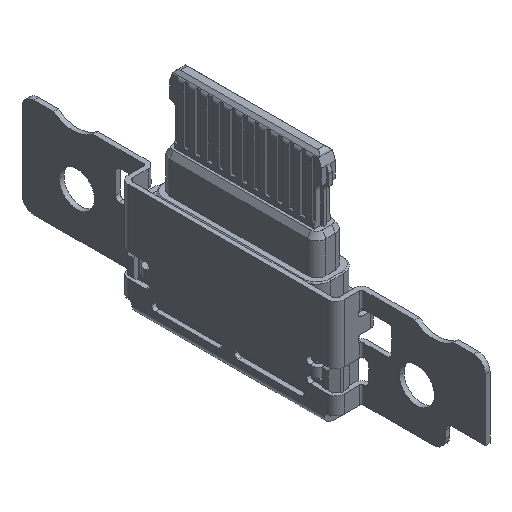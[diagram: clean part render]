
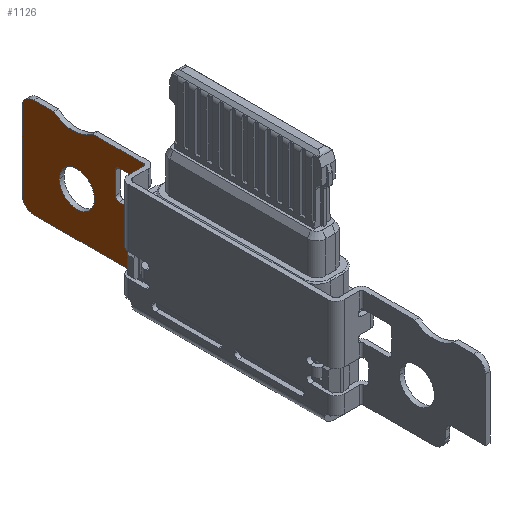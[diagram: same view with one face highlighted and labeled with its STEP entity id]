
A CAD part, isometric view. The second image highlights one B-rep face of the part: STEP entity #1126.
In plain terms, the highlighted planar face has unit normal (-1, 0, 0).
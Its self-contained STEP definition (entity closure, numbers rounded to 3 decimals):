
#481=FACE_BOUND('',#3474,.T.);
#482=FACE_BOUND('',#3475,.T.);
#1126=ADVANCED_FACE('',(#481,#482),#1867,.F.);
#1867=PLANE('',#17738);
#3474=EDGE_LOOP('',(#7771,#7772,#7773,#7774,#7775,#7776,#7777,#7778,#7779,
#7780,#7781,#7782,#7783,#7784,#7785,#7786,#7787,#7788,#7789,#7790));
#3475=EDGE_LOOP('',(#7791,#7792));
#3935=CIRCLE('',#17716,1.3);
#3945=CIRCLE('',#17728,0.75);
#3946=CIRCLE('',#17730,0.75);
#3947=CIRCLE('',#17732,0.15);
#3948=CIRCLE('',#17733,0.15);
#3949=CIRCLE('',#17734,0.15);
#3950=CIRCLE('',#17735,0.15);
#3951=CIRCLE('',#17736,0.5);
#3952=CIRCLE('',#17737,0.5);
#7771=ORIENTED_EDGE('',*,*,#12507,.T.);
#7772=ORIENTED_EDGE('',*,*,#12508,.T.);
#7773=ORIENTED_EDGE('',*,*,#12509,.T.);
#7774=ORIENTED_EDGE('',*,*,#12510,.T.);
#7775=ORIENTED_EDGE('',*,*,#12511,.T.);
#7776=ORIENTED_EDGE('',*,*,#12455,.F.);
#7777=ORIENTED_EDGE('',*,*,#12512,.T.);
#7778=ORIENTED_EDGE('',*,*,#12513,.T.);
#7779=ORIENTED_EDGE('',*,*,#12514,.F.);
#7780=ORIENTED_EDGE('',*,*,#12515,.T.);
#7781=ORIENTED_EDGE('',*,*,#12516,.T.);
#7782=ORIENTED_EDGE('',*,*,#12517,.F.);
#7783=ORIENTED_EDGE('',*,*,#12463,.T.);
#7784=ORIENTED_EDGE('',*,*,#12483,.F.);
#7785=ORIENTED_EDGE('',*,*,#12461,.T.);
#7786=ORIENTED_EDGE('',*,*,#12518,.T.);
#7787=ORIENTED_EDGE('',*,*,#12519,.T.);
#7788=ORIENTED_EDGE('',*,*,#12520,.T.);
#7789=ORIENTED_EDGE('',*,*,#12521,.T.);
#7790=ORIENTED_EDGE('',*,*,#12522,.F.);
#7791=ORIENTED_EDGE('',*,*,#12506,.F.);
#7792=ORIENTED_EDGE('',*,*,#12504,.F.);
#10233=VERTEX_POINT('',#26854);
#10234=VERTEX_POINT('',#26855);
#10238=VERTEX_POINT('',#26872);
#10239=VERTEX_POINT('',#26874);
#10240=VERTEX_POINT('',#26878);
#10241=VERTEX_POINT('',#26879);
#10272=VERTEX_POINT('',#26954);
#10273=VERTEX_POINT('',#26956);
#10274=VERTEX_POINT('',#26962);
#10275=VERTEX_POINT('',#26963);
#10276=VERTEX_POINT('',#26965);
#10277=VERTEX_POINT('',#26967);
#10278=VERTEX_POINT('',#26969);
#10279=VERTEX_POINT('',#26972);
#10280=VERTEX_POINT('',#26974);
#10281=VERTEX_POINT('',#26976);
#10282=VERTEX_POINT('',#26978);
#10283=VERTEX_POINT('',#26980);
#10284=VERTEX_POINT('',#26983);
#10285=VERTEX_POINT('',#26985);
#10286=VERTEX_POINT('',#26987);
#10287=VERTEX_POINT('',#26989);
#12455=EDGE_CURVE('',#10233,#10234,#14530,.T.);
#12461=EDGE_CURVE('',#10239,#10238,#14533,.T.);
#12463=EDGE_CURVE('',#10240,#10241,#14535,.T.);
#12483=EDGE_CURVE('',#10239,#10241,#3935,.T.);
#12504=EDGE_CURVE('',#10272,#10273,#3945,.T.);
#12506=EDGE_CURVE('',#10273,#10272,#3946,.T.);
#12507=EDGE_CURVE('',#10274,#10275,#14559,.T.);
#12508=EDGE_CURVE('',#10275,#10276,#3947,.T.);
#12509=EDGE_CURVE('',#10276,#10277,#14560,.T.);
#12510=EDGE_CURVE('',#10277,#10278,#3948,.T.);
#12511=EDGE_CURVE('',#10278,#10234,#14561,.T.);
#12512=EDGE_CURVE('',#10233,#10279,#14562,.T.);
#12513=EDGE_CURVE('',#10279,#10280,#3949,.T.);
#12514=EDGE_CURVE('',#10281,#10280,#14563,.T.);
#12515=EDGE_CURVE('',#10281,#10282,#3950,.T.);
#12516=EDGE_CURVE('',#10282,#10283,#14564,.T.);
#12517=EDGE_CURVE('',#10240,#10283,#14565,.T.);
#12518=EDGE_CURVE('',#10238,#10284,#3951,.T.);
#12519=EDGE_CURVE('',#10284,#10285,#14566,.T.);
#12520=EDGE_CURVE('',#10285,#10286,#3952,.T.);
#12521=EDGE_CURVE('',#10286,#10287,#14567,.T.);
#12522=EDGE_CURVE('',#10274,#10287,#14568,.T.);
#14530=LINE('',#26853,#16404);
#14533=LINE('',#26873,#16407);
#14535=LINE('',#26877,#16409);
#14559=LINE('',#26961,#16433);
#14560=LINE('',#26966,#16434);
#14561=LINE('',#26970,#16435);
#14562=LINE('',#26971,#16436);
#14563=LINE('',#26975,#16437);
#14564=LINE('',#26979,#16438);
#14565=LINE('',#26981,#16439);
#14566=LINE('',#26984,#16440);
#14567=LINE('',#26988,#16441);
#14568=LINE('',#26990,#16442);
#16404=VECTOR('',#21392,1.);
#16407=VECTOR('',#21401,1.);
#16409=VECTOR('',#21405,1.);
#16433=VECTOR('',#21481,1.);
#16434=VECTOR('',#21484,1.);
#16435=VECTOR('',#21487,1.);
#16436=VECTOR('',#21488,1.);
#16437=VECTOR('',#21491,1.);
#16438=VECTOR('',#21494,1.);
#16439=VECTOR('',#21495,1.);
#16440=VECTOR('',#21498,1.);
#16441=VECTOR('',#21501,1.);
#16442=VECTOR('',#21502,1.);
#17716=AXIS2_PLACEMENT_3D('',#26915,#21437,#21438);
#17728=AXIS2_PLACEMENT_3D('',#26955,#21472,#21473);
#17730=AXIS2_PLACEMENT_3D('',#26959,#21477,#21478);
#17732=AXIS2_PLACEMENT_3D('',#26964,#21482,#21483);
#17733=AXIS2_PLACEMENT_3D('',#26968,#21485,#21486);
#17734=AXIS2_PLACEMENT_3D('',#26973,#21489,#21490);
#17735=AXIS2_PLACEMENT_3D('',#26977,#21492,#21493);
#17736=AXIS2_PLACEMENT_3D('',#26982,#21496,#21497);
#17737=AXIS2_PLACEMENT_3D('',#26986,#21499,#21500);
#17738=AXIS2_PLACEMENT_3D('',#26991,#21503,#21504);
#21392=DIRECTION('',(0.,0.,-1.));
#21401=DIRECTION('',(0.,1.,0.));
#21405=DIRECTION('',(0.,1.,0.));
#21437=DIRECTION('',(-1.,0.,0.));
#21438=DIRECTION('',(0.,0.639,-0.769));
#21472=DIRECTION('',(-1.,0.,0.));
#21473=DIRECTION('',(0.,-1.,0.));
#21477=DIRECTION('',(-1.,0.,0.));
#21478=DIRECTION('',(0.,1.,0.));
#21481=DIRECTION('',(0.,1.,0.));
#21482=DIRECTION('',(1.,0.,0.));
#21483=DIRECTION('',(0.,0.,-1.));
#21484=DIRECTION('',(0.,0.,1.));
#21485=DIRECTION('',(1.,0.,0.));
#21486=DIRECTION('',(0.,0.,-1.));
#21487=DIRECTION('',(0.,-1.,0.));
#21488=DIRECTION('',(0.,1.,0.));
#21489=DIRECTION('',(1.,0.,0.));
#21490=DIRECTION('',(0.,0.,-1.));
#21491=DIRECTION('',(0.,0.,-1.));
#21492=DIRECTION('',(1.,0.,0.));
#21493=DIRECTION('',(0.,1.,0.));
#21494=DIRECTION('',(0.,-1.,0.));
#21495=DIRECTION('',(0.,0.,-1.));
#21496=DIRECTION('',(-1.,0.,0.));
#21497=DIRECTION('',(0.,0.,1.));
#21498=DIRECTION('',(0.,0.,-1.));
#21499=DIRECTION('',(-1.,0.,0.));
#21500=DIRECTION('',(0.,1.,0.));
#21501=DIRECTION('',(0.,-1.,0.));
#21502=DIRECTION('',(0.,0.,-1.));
#21503=DIRECTION('',(1.,0.,0.));
#21504=DIRECTION('',(0.,0.,1.));
#26853=CARTESIAN_POINT('',(0.95,-21.48,-11.1));
#26854=CARTESIAN_POINT('',(0.95,-21.48,-11.1));
#26855=CARTESIAN_POINT('',(0.95,-21.48,-11.65));
#26872=CARTESIAN_POINT('',(0.95,-16.78,-9.15));
#26873=CARTESIAN_POINT('',(0.95,-17.639,-9.15));
#26874=CARTESIAN_POINT('',(0.95,-17.639,-9.15));
#26877=CARTESIAN_POINT('',(0.95,-21.48,-9.15));
#26878=CARTESIAN_POINT('',(0.95,-21.48,-9.15));
#26879=CARTESIAN_POINT('',(0.95,-19.301,-9.15));
#26915=CARTESIAN_POINT('',(0.95,-18.47,-8.15));
#26954=CARTESIAN_POINT('',(0.95,-19.38,-11.525));
#26955=CARTESIAN_POINT('',(0.95,-18.63,-11.525));
#26956=CARTESIAN_POINT('',(0.95,-17.88,-11.525));
#26959=CARTESIAN_POINT('',(0.95,-18.63,-11.525));
#26961=CARTESIAN_POINT('',(0.95,-21.48,-12.65));
#26962=CARTESIAN_POINT('',(0.95,-21.48,-12.65));
#26963=CARTESIAN_POINT('',(0.95,-21.43,-12.65));
#26964=CARTESIAN_POINT('',(0.95,-21.43,-12.5));
#26965=CARTESIAN_POINT('',(0.95,-21.28,-12.5));
#26966=CARTESIAN_POINT('',(0.95,-21.28,-11.8));
#26967=CARTESIAN_POINT('',(0.95,-21.28,-11.8));
#26968=CARTESIAN_POINT('',(0.95,-21.43,-11.8));
#26969=CARTESIAN_POINT('',(0.95,-21.43,-11.65));
#26970=CARTESIAN_POINT('',(0.95,-21.48,-11.65));
#26971=CARTESIAN_POINT('',(0.95,-21.48,-11.1));
#26972=CARTESIAN_POINT('',(0.95,-20.43,-11.1));
#26973=CARTESIAN_POINT('',(0.95,-20.43,-10.95));
#26974=CARTESIAN_POINT('',(0.95,-20.28,-10.95));
#26975=CARTESIAN_POINT('',(0.95,-20.28,-10.));
#26976=CARTESIAN_POINT('',(0.95,-20.28,-10.));
#26977=CARTESIAN_POINT('',(0.95,-20.43,-10.));
#26978=CARTESIAN_POINT('',(0.95,-20.43,-9.85));
#26979=CARTESIAN_POINT('',(0.95,-20.43,-9.85));
#26980=CARTESIAN_POINT('',(0.95,-21.48,-9.85));
#26981=CARTESIAN_POINT('',(0.95,-21.48,-9.15));
#26982=CARTESIAN_POINT('',(0.95,-16.78,-9.65));
#26983=CARTESIAN_POINT('',(0.95,-16.28,-9.65));
#26984=CARTESIAN_POINT('',(0.95,-16.28,-9.65));
#26985=CARTESIAN_POINT('',(0.95,-16.28,-12.9));
#26986=CARTESIAN_POINT('',(0.95,-16.78,-12.9));
#26987=CARTESIAN_POINT('',(0.95,-16.78,-13.4));
#26988=CARTESIAN_POINT('',(0.95,-16.78,-13.4));
#26989=CARTESIAN_POINT('',(0.95,-21.48,-13.4));
#26990=CARTESIAN_POINT('',(0.95,-21.48,-11.1));
#26991=CARTESIAN_POINT('',(0.95,-21.48,-11.8));
